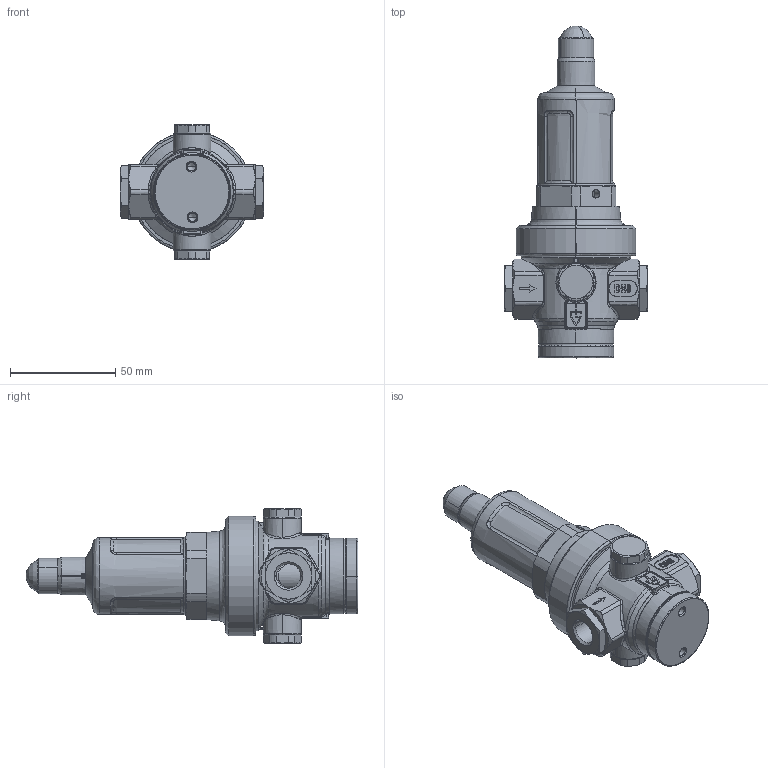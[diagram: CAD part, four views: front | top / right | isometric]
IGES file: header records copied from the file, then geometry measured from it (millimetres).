
Start section: SolidWorks IGES file using analytic representation for surfaces
Global section: file name: 684-8-f+f-8+8 S27.IGS; native system: SolidWorks 2013; preprocessor: SolidWorks 2013; author: Blankenhorn; date: 140723.143500; units: millimetre
Bounding box: 68 x 157.8 x 64 mm (x, y, z)
Surface area: 58036.9 mm2 (no closed solid volume)
Topology: 0 solids, 0 shells, 1004 faces, 12192 edges, 12163 vertices
Faces by surface type: bspline 588, revolution 416
